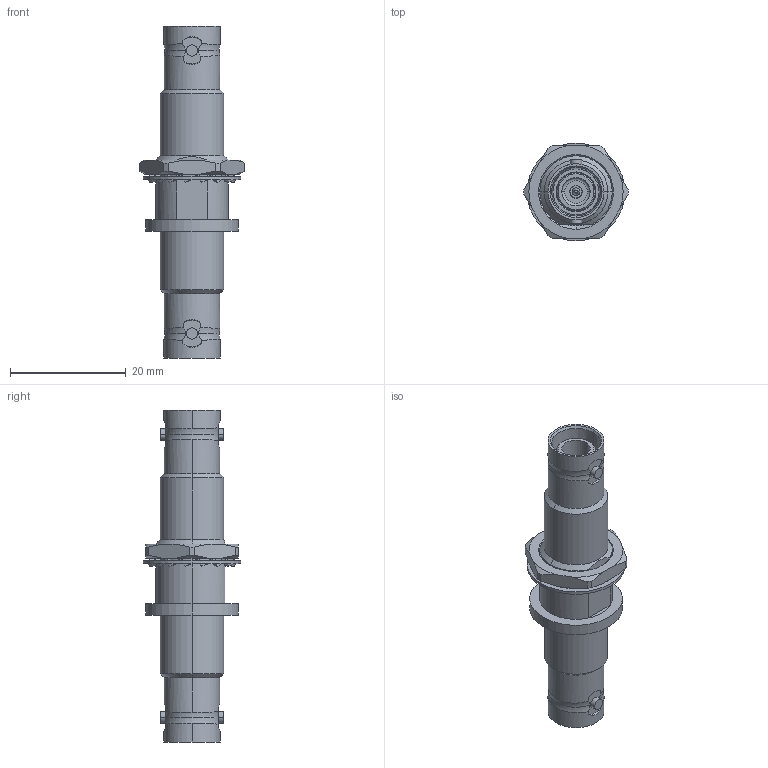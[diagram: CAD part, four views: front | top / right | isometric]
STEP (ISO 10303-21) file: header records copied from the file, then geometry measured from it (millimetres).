
FILE_DESCRIPTION (( 'STEP AP203' ), '1' );
FILE_NAME ('R317.720.000.STEP', '2020-09-22T08:07:17', ( '' ), ( '' ), 'SwSTEP 2.0', 'SolidWorks 2017', '' );
FILE_SCHEMA (( 'CONFIG_CONTROL_DESIGN' ));
Length unit declared in the file: millimetre
Products named in the file (1): R317.720.000
Bounding box: 18 x 16.9 x 57.3 mm (x, y, z)
Volume: 4385.1 mm3; surface area: 5192.5 mm2
Topology: 2 solids, 2 shells, 288 faces, 711 edges, 460 vertices
Faces by surface type: cylinder 115, plane 109, cone 52, torus 12
Entity records: 9305 total; most frequent: CARTESIAN_POINT 2463, ORIENTED_EDGE 1422, DIRECTION 1418, EDGE_CURVE 711, AXIS2_PLACEMENT_3D 571, VERTEX_POINT 460, EDGE_LOOP 325, FACE_OUTER_BOUND 288
